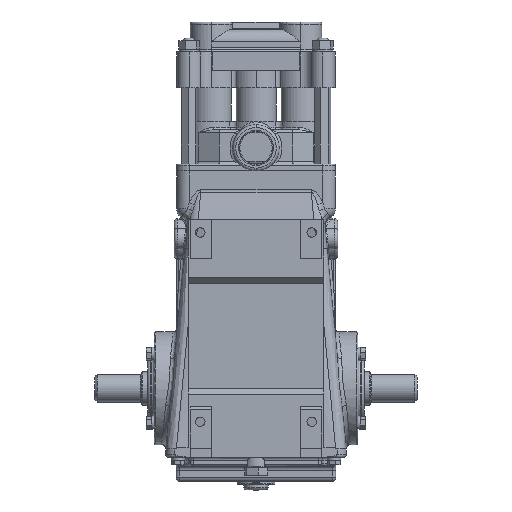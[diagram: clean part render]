
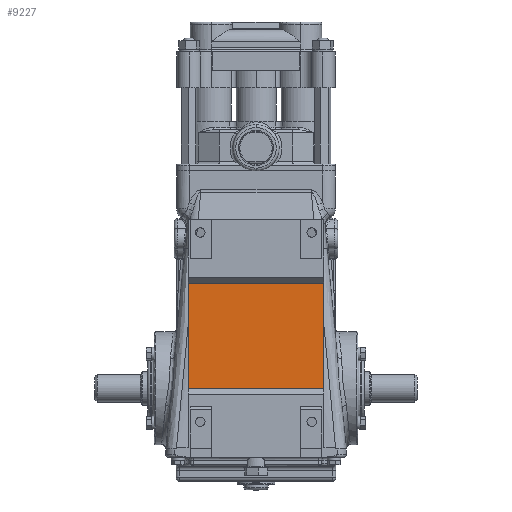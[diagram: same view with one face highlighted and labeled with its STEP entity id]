
A CAD part, front view. The second image highlights one B-rep face of the part: STEP entity #9227.
In plain terms, the highlighted planar face has unit normal (0, -1, 0).
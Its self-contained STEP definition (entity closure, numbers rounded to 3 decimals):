
#8744 = EDGE_CURVE ( 'NONE', #33918, #33925, #13361, .T. ) ;
#8749 = EDGE_CURVE ( 'NONE', #33918, #33908, #13364, .T. ) ;
#8752 = EDGE_CURVE ( 'NONE', #33925, #33940, #13366, .T. ) ;
#8756 = EDGE_CURVE ( 'NONE', #33908, #33940, #13370, .T. ) ;
#9227 = ADVANCED_FACE ( 'NONE', ( #13698 ), #14656, .F. ) ;
#9517 = AXIS2_PLACEMENT_3D ( 'NONE', #14657, #14658, #14659 ) ;
#11405 = ORIENTED_EDGE ( 'NONE', *, *, #8752, .T. ) ;
#11408 = ORIENTED_EDGE ( 'NONE', *, *, #8744, .T. ) ;
#11416 = ORIENTED_EDGE ( 'NONE', *, *, #8749, .F. ) ;
#11477 = ORIENTED_EDGE ( 'NONE', *, *, #8756, .F. ) ;
#13361 = LINE ( 'NONE', #14169, #43266 ) ;
#13364 = LINE ( 'NONE', #14182, #43271 ) ;
#13366 = LINE ( 'NONE', #14190, #43273 ) ;
#13370 = LINE ( 'NONE', #14198, #43277 ) ;
#13698 = FACE_OUTER_BOUND ( 'NONE', #30475, .T. ) ;
#14169 = CARTESIAN_POINT ( 'NONE',  ( 60.96, -58.577, 148.946 ) ) ;
#14170 = DIRECTION ( 'NONE',  ( -1., 0., 0. ) ) ;
#14182 = CARTESIAN_POINT ( 'NONE',  ( 60.96, -58.577, 54.407 ) ) ;
#14183 = DIRECTION ( 'NONE',  ( 0., 0., -1. ) ) ;
#14190 = CARTESIAN_POINT ( 'NONE',  ( -60.96, -58.577, 54.407 ) ) ;
#14191 = DIRECTION ( 'NONE',  ( 0., 0., -1. ) ) ;
#14198 = CARTESIAN_POINT ( 'NONE',  ( 60.96, -58.577, 54.407 ) ) ;
#14199 = DIRECTION ( 'NONE',  ( -1., 0., 0. ) ) ;
#14656 = PLANE ( 'NONE',  #9517 ) ;
#14657 = CARTESIAN_POINT ( 'NONE',  ( 60.96, -58.577, 54.407 ) ) ;
#14658 = DIRECTION ( 'NONE',  ( 0., 1., 0. ) ) ;
#14659 = DIRECTION ( 'NONE',  ( 0., 0., 1. ) ) ;
#27930 = CARTESIAN_POINT ( 'NONE',  ( 60.96, -58.577, 54.407 ) ) ;
#27940 = CARTESIAN_POINT ( 'NONE',  ( 60.96, -58.577, 148.946 ) ) ;
#27947 = CARTESIAN_POINT ( 'NONE',  ( -60.96, -58.577, 148.946 ) ) ;
#27962 = CARTESIAN_POINT ( 'NONE',  ( -60.96, -58.577, 54.407 ) ) ;
#30475 = EDGE_LOOP ( 'NONE', ( #11405, #11477, #11416, #11408 ) ) ;
#33908 = VERTEX_POINT ( 'NONE', #27930 ) ;
#33918 = VERTEX_POINT ( 'NONE', #27940 ) ;
#33925 = VERTEX_POINT ( 'NONE', #27947 ) ;
#33940 = VERTEX_POINT ( 'NONE', #27962 ) ;
#43266 = VECTOR ( 'NONE', #14170, 1000. ) ;
#43271 = VECTOR ( 'NONE', #14183, 1000. ) ;
#43273 = VECTOR ( 'NONE', #14191, 1000. ) ;
#43277 = VECTOR ( 'NONE', #14199, 1000. ) ;
